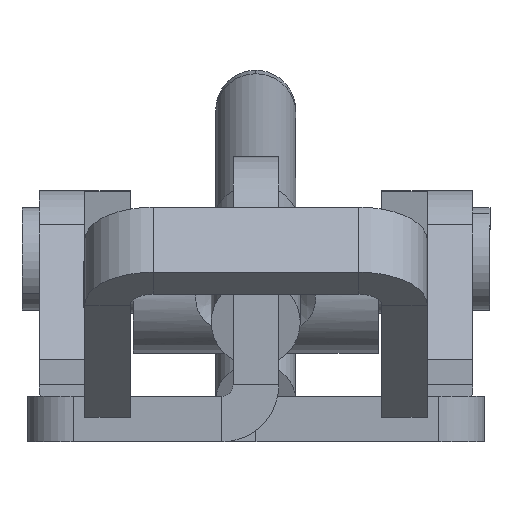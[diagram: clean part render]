
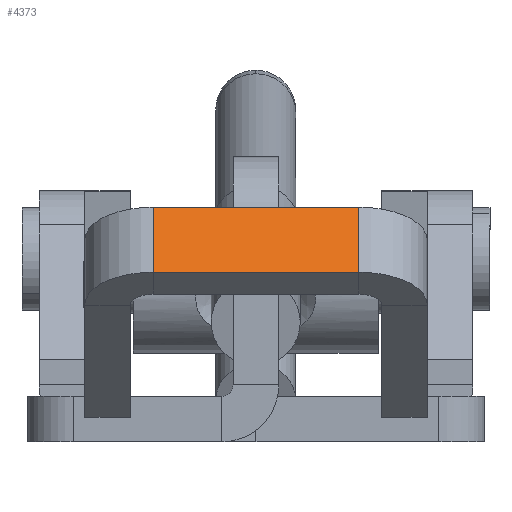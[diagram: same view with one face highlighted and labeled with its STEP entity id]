
A CAD part, front view. The second image highlights one B-rep face of the part: STEP entity #4373.
In plain terms, the highlighted face is planar.
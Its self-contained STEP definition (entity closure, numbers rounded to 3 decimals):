
#15 = DIRECTION ( 'NONE',  ( 0., -0.819, -0.574 ) ) ;
#51 = EDGE_CURVE ( 'NONE', #1600, #3822, #326, .T. ) ;
#98 = DIRECTION ( 'NONE',  ( 1., 0., 0. ) ) ;
#241 = CARTESIAN_POINT ( 'NONE',  ( 2., 15.2, -93.708 ) ) ;
#250 = CARTESIAN_POINT ( 'NONE',  ( 2., 20.524, -89.979 ) ) ;
#287 = CARTESIAN_POINT ( 'NONE',  ( 20., 20.524, -89.979 ) ) ;
#326 = LINE ( 'NONE', #3507, #1139 ) ;
#419 = LINE ( 'NONE', #761, #3035 ) ;
#761 = CARTESIAN_POINT ( 'NONE',  ( 20., 20.524, -89.979 ) ) ;
#1059 = EDGE_CURVE ( 'NONE', #1663, #3822, #2093, .T. ) ;
#1080 = AXIS2_PLACEMENT_3D ( 'NONE', #3920, #2148, #15 ) ;
#1139 = VECTOR ( 'NONE', #3314, 1000. ) ;
#1141 = CARTESIAN_POINT ( 'NONE',  ( 0., 20.524, -89.979 ) ) ;
#1280 = ORIENTED_EDGE ( 'NONE', *, *, #51, .T. ) ;
#1415 = ORIENTED_EDGE ( 'NONE', *, *, #1059, .F. ) ;
#1436 = PLANE ( 'NONE',  #1080 ) ;
#1453 = EDGE_LOOP ( 'NONE', ( #2050, #1280, #1415, #4133 ) ) ;
#1600 = VERTEX_POINT ( 'NONE', #2096 ) ;
#1663 = VERTEX_POINT ( 'NONE', #250 ) ;
#1729 = VERTEX_POINT ( 'NONE', #287 ) ;
#1968 = VECTOR ( 'NONE', #2018, 1000. ) ;
#2018 = DIRECTION ( 'NONE',  ( 0., -0.819, -0.574 ) ) ;
#2032 = CARTESIAN_POINT ( 'NONE',  ( 2., 15.2, -93.708 ) ) ;
#2050 = ORIENTED_EDGE ( 'NONE', *, *, #2117, .T. ) ;
#2093 = LINE ( 'NONE', #241, #1968 ) ;
#2096 = CARTESIAN_POINT ( 'NONE',  ( 20., 15.2, -93.708 ) ) ;
#2117 = EDGE_CURVE ( 'NONE', #1729, #1600, #419, .T. ) ;
#2148 = DIRECTION ( 'NONE',  ( 0., -0.574, 0.819 ) ) ;
#2841 = VECTOR ( 'NONE', #98, 1000. ) ;
#3024 = FACE_OUTER_BOUND ( 'NONE', #1453, .T. ) ;
#3035 = VECTOR ( 'NONE', #4299, 1000. ) ;
#3314 = DIRECTION ( 'NONE',  ( -1., 0., 0. ) ) ;
#3507 = CARTESIAN_POINT ( 'NONE',  ( 0., 15.2, -93.708 ) ) ;
#3549 = EDGE_CURVE ( 'NONE', #1663, #1729, #3784, .T. ) ;
#3784 = LINE ( 'NONE', #1141, #2841 ) ;
#3822 = VERTEX_POINT ( 'NONE', #2032 ) ;
#3920 = CARTESIAN_POINT ( 'NONE',  ( 0., 49.029, -70.02 ) ) ;
#4133 = ORIENTED_EDGE ( 'NONE', *, *, #3549, .T. ) ;
#4299 = DIRECTION ( 'NONE',  ( 0., -0.819, -0.574 ) ) ;
#4373 = ADVANCED_FACE ( 'NONE', ( #3024 ), #1436, .F. ) ;
